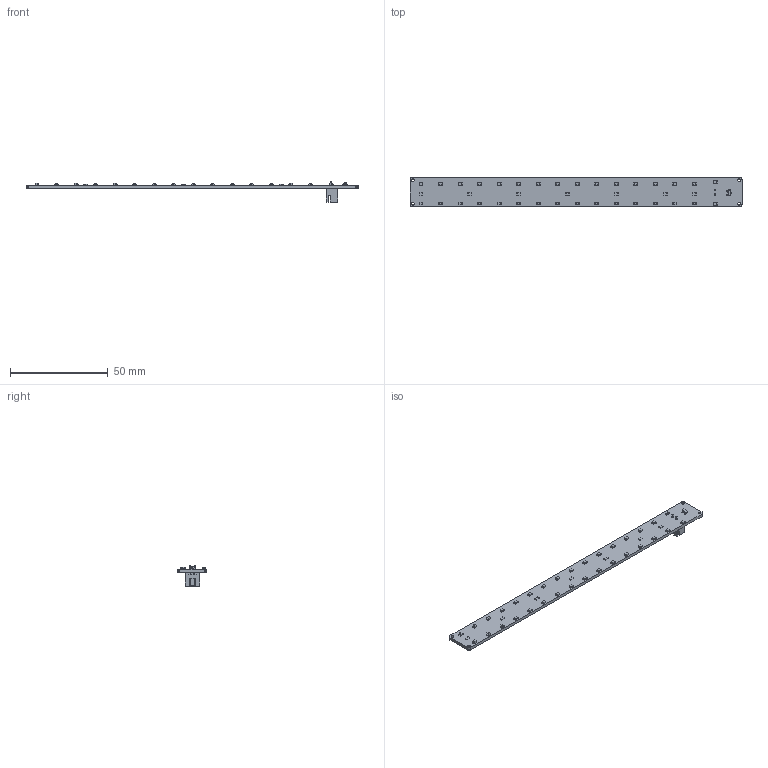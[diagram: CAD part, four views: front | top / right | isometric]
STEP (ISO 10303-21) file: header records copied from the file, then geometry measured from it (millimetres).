
FILE_DESCRIPTION(('KiCad electronic assembly'),'2;1');
FILE_NAME('Brake_Light.step','2024-01-28T00:27:18',('Pcbnew'),('Kicad'), 'Open CASCADE STEP processor 7.7','KiCad to STEP converter','Unknown' );
FILE_SCHEMA(('AUTOMOTIVE_DESIGN { 1 0 10303 214 1 1 1 1 }'));
Length unit declared in the file: millimetre
Products named in the file (10): Brake_Light 1; R_0805_2012Metric; SOLID; LED_0805_2012Metric; SOT-23; JST_XH_B2B-XH-A_1x02_P2.50mm_Vertical; Brake_Light PCB
Assembly tree (46 placements, depth 3):
  Brake_Light 1
    R_0805_2012Metric  x7
      SOLID
    LED_0805_2012Metric  x32
      SOLID
    SOT-23
      SOLID
    JST_XH_B2B-XH-A_1x02_P2.50mm_Vertical
      SOLID
    Brake_Light PCB
Bounding box: 169.99 x 14.99 x 10.4 mm (x, y, z)
Volume: 4246.7 mm3; surface area: 6525.1 mm2
Topology: 42 solids, 42 shells, 1995 faces, 5289 edges, 3414 vertices
Faces by surface type: plane 1634, cylinder 334, bspline 27
Full cylindrical faces by diameter (mm): 1 x2, 1.4 x4
Entity records: 20863 total; most frequent: CARTESIAN_POINT 3580, DIRECTION 2842, LINE 2038, VECTOR 2038, ORIENTED_EDGE 1516, PCURVE 1516, DEFINITIONAL_REPRESENTATION 1516, EDGE_CURVE 758
